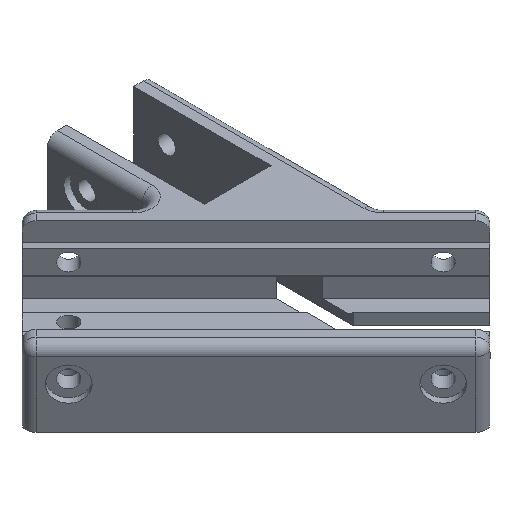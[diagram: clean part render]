
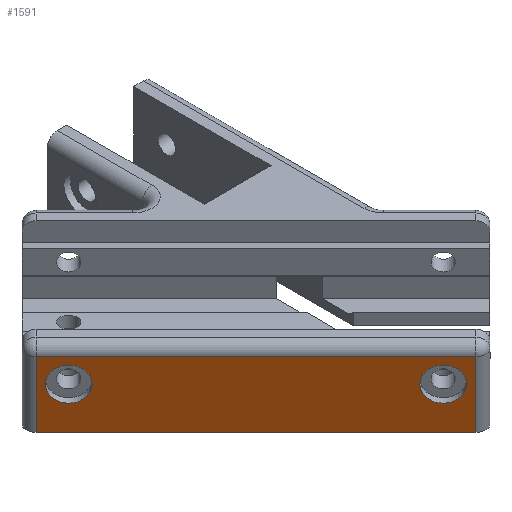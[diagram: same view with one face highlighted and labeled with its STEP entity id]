
A CAD part, isometric view. The second image highlights one B-rep face of the part: STEP entity #1591.
In plain terms, the highlighted planar face has unit normal (-0.707, -0.707, 0).
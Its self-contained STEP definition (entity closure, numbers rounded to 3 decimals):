
#57=FACE_BOUND('',#281,.T.);
#58=FACE_BOUND('',#282,.T.);
#116=CIRCLE('',#1736,5.);
#117=CIRCLE('',#1737,5.);
#185=FACE_OUTER_BOUND('',#280,.T.);
#280=EDGE_LOOP('',(#1300,#1301,#1302,#1303));
#281=EDGE_LOOP('',(#1304));
#282=EDGE_LOOP('',(#1305));
#380=LINE('',#2355,#544);
#434=LINE('',#2519,#598);
#445=LINE('',#2555,#609);
#447=LINE('',#2561,#611);
#544=VECTOR('',#1864,10.);
#598=VECTOR('',#2022,10.);
#609=VECTOR('',#2067,10.);
#611=VECTOR('',#2075,10.);
#701=VERTEX_POINT('',#2352);
#702=VERTEX_POINT('',#2354);
#754=VERTEX_POINT('',#2498);
#760=VERTEX_POINT('',#2515);
#788=VERTEX_POINT('',#2607);
#789=VERTEX_POINT('',#2609);
#854=EDGE_CURVE('',#701,#702,#380,.T.);
#937=EDGE_CURVE('',#754,#760,#434,.T.);
#956=EDGE_CURVE('',#760,#701,#445,.T.);
#959=EDGE_CURVE('',#702,#754,#447,.T.);
#983=EDGE_CURVE('',#788,#788,#116,.T.);
#984=EDGE_CURVE('',#789,#789,#117,.T.);
#1300=ORIENTED_EDGE('',*,*,#854,.F.);
#1301=ORIENTED_EDGE('',*,*,#956,.F.);
#1302=ORIENTED_EDGE('',*,*,#937,.F.);
#1303=ORIENTED_EDGE('',*,*,#959,.F.);
#1304=ORIENTED_EDGE('',*,*,#983,.T.);
#1305=ORIENTED_EDGE('',*,*,#984,.T.);
#1514=PLANE('',#1735);
#1591=ADVANCED_FACE('',(#185,#57,#58),#1514,.T.);
#1735=AXIS2_PLACEMENT_3D('',#2606,#2107,#2108);
#1736=AXIS2_PLACEMENT_3D('',#2608,#2109,#2110);
#1737=AXIS2_PLACEMENT_3D('',#2610,#2111,#2112);
#1864=DIRECTION('',(-0.707,0.707,0.));
#2022=DIRECTION('',(0.707,-0.707,0.));
#2067=DIRECTION('',(0.,0.,-1.));
#2075=DIRECTION('',(0.,0.,1.));
#2107=DIRECTION('center_axis',(-0.707,-0.707,0.));
#2108=DIRECTION('ref_axis',(0.,0.,-1.));
#2109=DIRECTION('center_axis',(0.707,0.707,0.));
#2110=DIRECTION('ref_axis',(0.707,-0.707,0.));
#2111=DIRECTION('center_axis',(0.707,0.707,0.));
#2112=DIRECTION('ref_axis',(0.707,-0.707,0.));
#2352=CARTESIAN_POINT('',(-5.889,-280.164,3.));
#2354=CARTESIAN_POINT('',(-72.357,-213.696,3.));
#2355=CARTESIAN_POINT('',(-41.861,-244.192,3.));
#2498=CARTESIAN_POINT('',(-72.357,-213.696,22.86));
#2515=CARTESIAN_POINT('',(-5.889,-280.164,22.86));
#2519=CARTESIAN_POINT('',(-41.952,-244.102,22.86));
#2555=CARTESIAN_POINT('',(-5.889,-280.164,19.323));
#2561=CARTESIAN_POINT('',(-72.357,-213.696,19.323));
#2606=CARTESIAN_POINT('Origin',(-41.952,-244.102,25.861));
#2607=CARTESIAN_POINT('',(-14.374,-271.679,15.661));
#2608=CARTESIAN_POINT('Origin',(-10.839,-275.214,15.661));
#2609=CARTESIAN_POINT('',(-70.943,-215.11,15.661));
#2610=CARTESIAN_POINT('Origin',(-67.407,-218.646,15.661));
